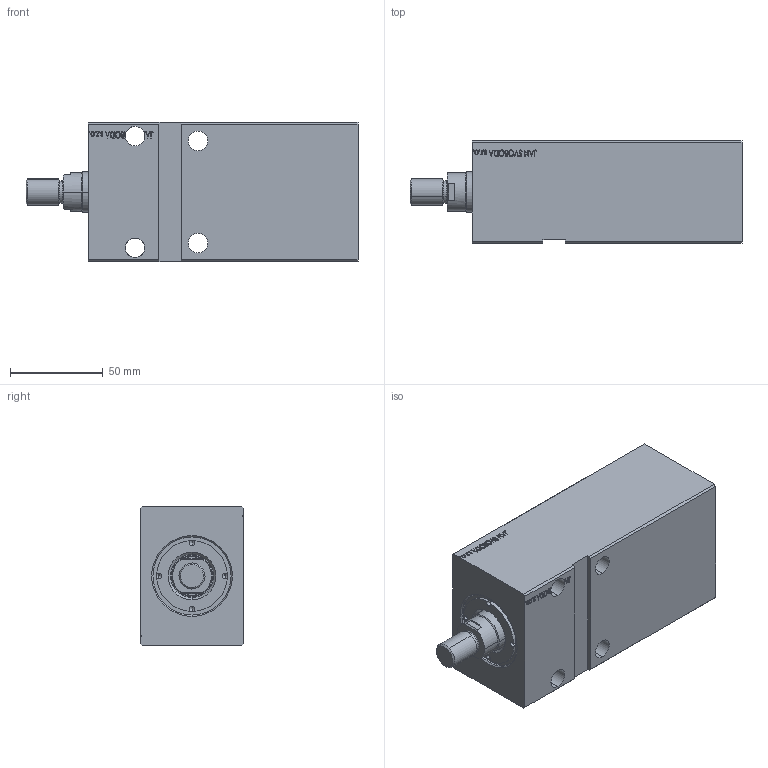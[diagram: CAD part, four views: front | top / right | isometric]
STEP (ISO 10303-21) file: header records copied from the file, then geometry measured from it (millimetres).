
FILE_DESCRIPTION (( 'STEP AP203' ), '1' );
FILE_NAME ('227b.STEP', '2020-09-18T18:02:42', ( '' ), ( '' ), 'SwSTEP 2.0', 'SolidWorks 2019', '' );
FILE_SCHEMA (( 'CONFIG_CONTROL_DESIGN' ));
Length unit declared in the file: millimetre
Products named in the file (5): V500CZ_E 4a7f1d44759bdf7c4bcd3634bb3a668d; 227b; V500CZ_VC_vysunovaci_E 4a7f1d44759bdf7c4bcd3634bb3a668d; V500CZ_VCP_E 4a7f1d44759bdf7c4bcd3634bb3a668d; V500CZ_FM 4a7f1d44759bdf7c4bcd3634bb3a668d
Assembly tree (4 placements, depth 2):
  227b
    V500CZ_E 4a7f1d44759bdf7c4bcd3634bb3a668d
    V500CZ_FM 4a7f1d44759bdf7c4bcd3634bb3a668d
    V500CZ_VC_vysunovaci_E 4a7f1d44759bdf7c4bcd3634bb3a668d
    V500CZ_VCP_E 4a7f1d44759bdf7c4bcd3634bb3a668d
Bounding box: 178.5 x 55 x 75 mm (x, y, z)
Volume: 543622.5 mm3; surface area: 83024.9 mm2
Topology: 4 solids, 4 shells, 796 faces, 2057 edges, 1358 vertices
Faces by surface type: plane 378, bspline 338, cylinder 58, cone 18, torus 4
Entity records: 39983 total; most frequent: CARTESIAN_POINT 22245, ORIENTED_EDGE 4098, DIRECTION 2441, EDGE_CURVE 2049, VERTEX_POINT 1358, VECTOR 1211, LINE 1211, EDGE_LOOP 907
